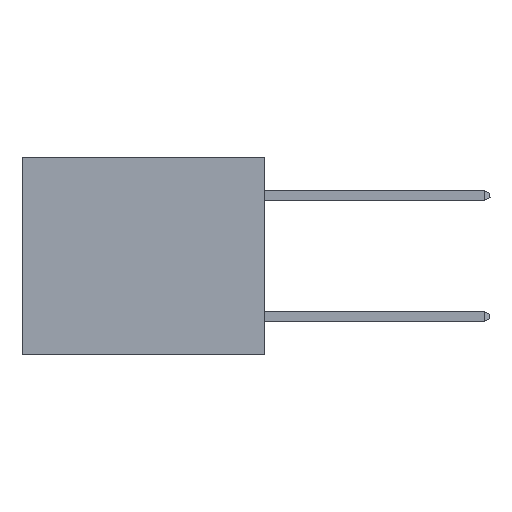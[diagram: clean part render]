
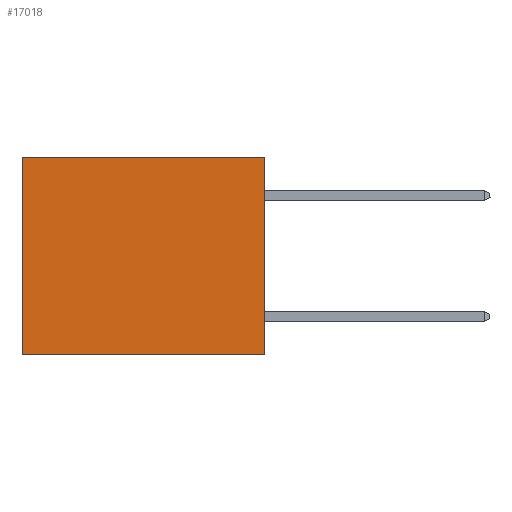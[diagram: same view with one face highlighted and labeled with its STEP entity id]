
A CAD part, left-side view. The second image highlights one B-rep face of the part: STEP entity #17018.
In plain terms, the highlighted planar face has unit normal (-1, 0, 0).
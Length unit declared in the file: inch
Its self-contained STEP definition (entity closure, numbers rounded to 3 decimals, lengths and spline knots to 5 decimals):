
#593 = PLANE ( 'NONE',  #21613 ) ;
#1065 = VECTOR ( 'NONE', #8926, 39.37008 ) ;
#1786 = VECTOR ( 'NONE', #18425, 39.37008 ) ;
#1839 = EDGE_CURVE ( 'NONE', #26019, #19935, #24570, .T. ) ;
#2424 = LINE ( 'NONE', #14086, #1786 ) ;
#2736 = VECTOR ( 'NONE', #22941, 39.37008 ) ;
#3785 = FACE_OUTER_BOUND ( 'NONE', #7742, .T. ) ;
#3851 = CARTESIAN_POINT ( 'NONE',  ( 0.3165, 0.6, -0.49 ) ) ;
#4623 = ORIENTED_EDGE ( 'NONE', *, *, #1839, .F. ) ;
#7742 = EDGE_LOOP ( 'NONE', ( #18054, #25694, #4623, #8898 ) ) ;
#8420 = CARTESIAN_POINT ( 'NONE',  ( 0.3165, 0., 0. ) ) ;
#8710 = LINE ( 'NONE', #8420, #2736 ) ;
#8898 = ORIENTED_EDGE ( 'NONE', *, *, #10062, .T. ) ;
#8926 = DIRECTION ( 'NONE',  ( 0., 0., -1. ) ) ;
#9719 = EDGE_CURVE ( 'NONE', #19935, #22781, #2424, .T. ) ;
#10062 = EDGE_CURVE ( 'NONE', #26019, #14779, #8710, .T. ) ;
#11260 = CARTESIAN_POINT ( 'NONE',  ( 0.3165, 0.6, -0.49 ) ) ;
#13157 = DIRECTION ( 'NONE',  ( 0., 0., -1. ) ) ;
#14086 = CARTESIAN_POINT ( 'NONE',  ( 0.3165, 0., -0.49 ) ) ;
#14779 = VERTEX_POINT ( 'NONE', #22506 ) ;
#16021 = VECTOR ( 'NONE', #24005, 39.37008 ) ;
#16342 = LINE ( 'NONE', #3851, #16021 ) ;
#17018 = ADVANCED_FACE ( 'NONE', ( #3785 ), #593, .F. ) ;
#18054 = ORIENTED_EDGE ( 'NONE', *, *, #19464, .T. ) ;
#18425 = DIRECTION ( 'NONE',  ( 0., 1., 0. ) ) ;
#19059 = CARTESIAN_POINT ( 'NONE',  ( 0.3165, 0., 0. ) ) ;
#19464 = EDGE_CURVE ( 'NONE', #14779, #22781, #16342, .T. ) ;
#19935 = VERTEX_POINT ( 'NONE', #22032 ) ;
#20733 = CARTESIAN_POINT ( 'NONE',  ( 0.3165, 0., -0.49 ) ) ;
#21153 = CARTESIAN_POINT ( 'NONE',  ( 0.3165, 0., -0.49 ) ) ;
#21613 = AXIS2_PLACEMENT_3D ( 'NONE', #20733, #24827, #13157 ) ;
#22032 = CARTESIAN_POINT ( 'NONE',  ( 0.3165, 0., -0.49 ) ) ;
#22506 = CARTESIAN_POINT ( 'NONE',  ( 0.3165, 0.6, 0. ) ) ;
#22781 = VERTEX_POINT ( 'NONE', #11260 ) ;
#22941 = DIRECTION ( 'NONE',  ( 0., 1., 0. ) ) ;
#24005 = DIRECTION ( 'NONE',  ( 0., 0., -1. ) ) ;
#24570 = LINE ( 'NONE', #21153, #1065 ) ;
#24827 = DIRECTION ( 'NONE',  ( 1., 0., 0. ) ) ;
#25694 = ORIENTED_EDGE ( 'NONE', *, *, #9719, .F. ) ;
#26019 = VERTEX_POINT ( 'NONE', #19059 ) ;
